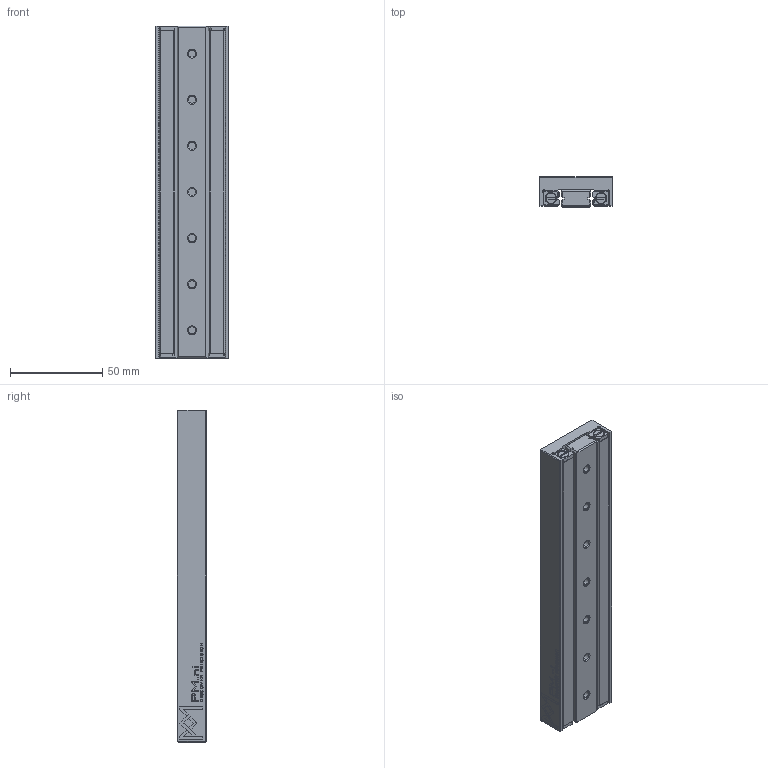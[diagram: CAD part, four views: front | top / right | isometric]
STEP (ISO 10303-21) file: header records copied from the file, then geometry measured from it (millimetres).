
FILE_DESCRIPTION(/* description */ (''),/* implementation_level */ '2;1');
FILE_NAME(/* name */ 'RTS-3180.stp',/* time_stamp */ '2024-10-04T11:31:46+02:00',/* author */ (''),/* organization */ (''),/* preprocessor_version */ 'ST-DEVELOPER v16.7',/* originating_system */ 'SIEMENS PLM Software NX 12.0',/* authorisation */ '');
FILE_SCHEMA (('AUTOMOTIVE_DESIGN { 1 0 10303 214 3 1 1 1 }'));
Length unit declared in the file: millimetre
Products named in the file (1): RTS-3180_stp
Bounding box: 40 x 16 x 180 mm (x, y, z)
Volume: 102041.2 mm3; surface area: 43319.2 mm2
Topology: 2 solids, 2 shells, 1083 faces, 2789 edges, 1816 vertices
Faces by surface type: plane 699, bspline 180, cylinder 92, cone 84, torus 28
Entity records: 40533 total; most frequent: CARTESIAN_POINT 8263, ORIENTED_EDGE 5578, DIRECTION 4559, EDGE_CURVE 2789, LINE 2059, VECTOR 2059, VERTEX_POINT 1816, AXIS2_PLACEMENT_3D 1250
